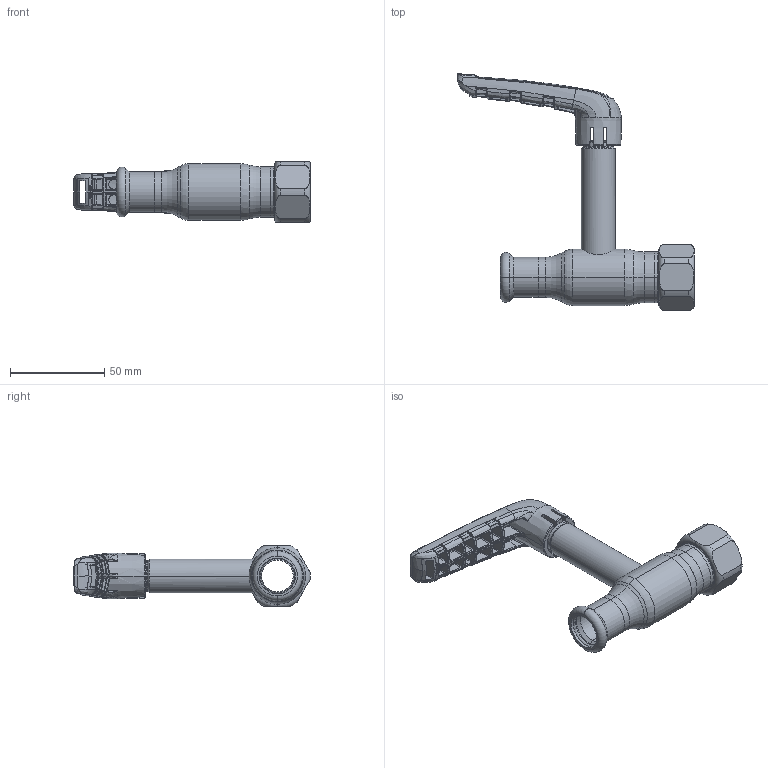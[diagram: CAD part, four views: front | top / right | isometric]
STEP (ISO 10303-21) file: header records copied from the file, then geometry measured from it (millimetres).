
FILE_DESCRIPTION (( 'STEP AP214' ), '1' );
FILE_NAME ('1015001011-xxxx.step', '2019-05-07T12:28:15', ( '' ), ( '' ), 'SwSTEP 2.0', 'SolidWorks 2017', '' );
FILE_SCHEMA (( 'AUTOMOTIVE_DESIGN' ));
Length unit declared in the file: millimetre
Products named in the file (1): 1015001011-xxxx
Bounding box: 125.78 x 125.57 x 32 mm (x, y, z)
Surface area: 26136.8 mm2 (no closed solid volume)
Topology: 0 solids, 8 shells, 773 faces, 2378 edges, 1505 vertices
Faces by surface type: bspline 618, plane 55, cylinder 38, torus 33, cone 29
Entity records: 66352 total; most frequent: CARTESIAN_POINT 42497, ORIENTED_EDGE 3987, EDGE_CURVE 2354, B_SPLINE_CURVE_WITH_KNOTS 1633, DIRECTION 1575, VERTEX_POINT 1505, EDGE_LOOP 795, UNCERTAINTY_MEASURE_WITH_UNIT 775
